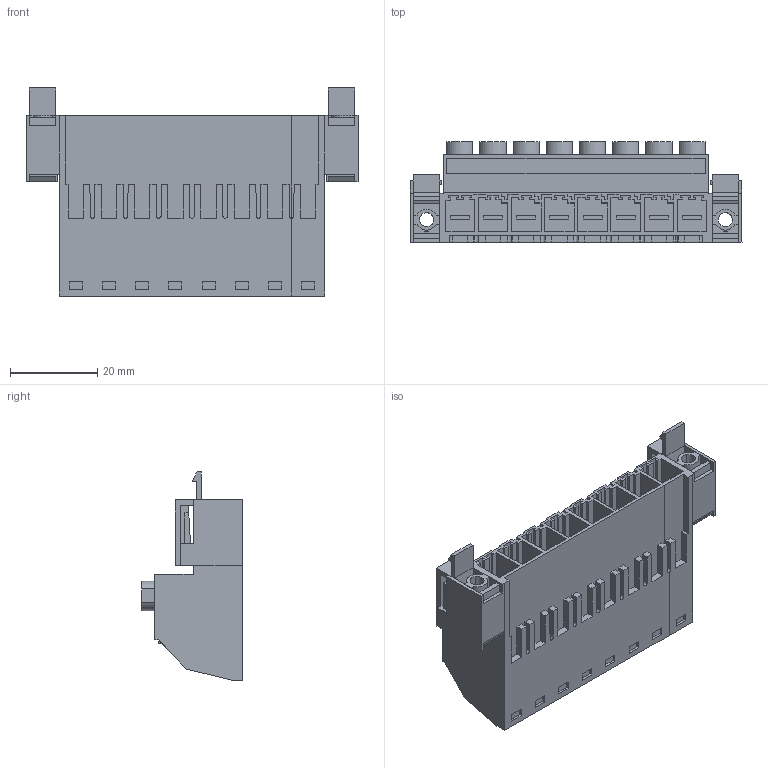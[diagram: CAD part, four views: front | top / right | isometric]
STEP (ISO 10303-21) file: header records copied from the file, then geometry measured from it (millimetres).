
FILE_DESCRIPTION(('CATIA V5 STEP Exchange','CAx-IF Rec.Pracs.--- Model Styling and Organization---1.4--- 2014-01-23'),'2;1');
FILE_NAME ('D1561353_0_1950940000_1950940000.stp','2023-02-01T13:12:50+00:00',('none'),('Weidmueller'),'CATIA Version 5-6 Release 2016 SP3 HF44','CATIA V5 STEP AP214','none');
FILE_SCHEMA(('AUTOMOTIVE_DESIGN { 1 0 10303 214 1 1 1 1 }'));
Length unit declared in the file: millimetre
Products named in the file (1): 1950940000
Bounding box: 76.2 x 23.1 x 47.75 mm (x, y, z)
Volume: 27522.8 mm3; surface area: 22621.9 mm2
Topology: 21 solids, 21 shells, 829 faces, 2267 edges, 1517 vertices
Faces by surface type: plane 763, cylinder 66
Entity records: 24778 total; most frequent: ORIENTED_EDGE 4534, CARTESIAN_POINT 4393, DIRECTION 3234, EDGE_CURVE 2267, VECTOR 2074, LINE 2074, VERTEX_POINT 1517, EDGE_LOOP 874
